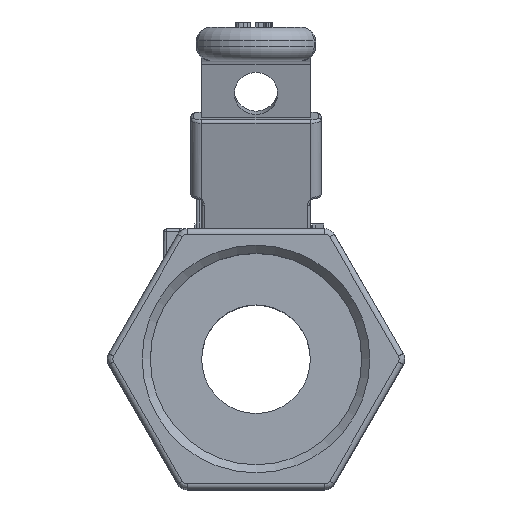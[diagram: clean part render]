
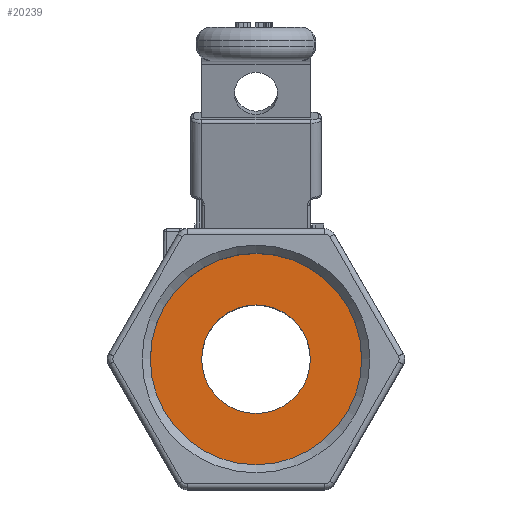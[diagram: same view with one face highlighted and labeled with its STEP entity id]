
A CAD part, top view. The second image highlights one B-rep face of the part: STEP entity #20239.
In plain terms, the highlighted planar face has unit normal (0, 0, 1).
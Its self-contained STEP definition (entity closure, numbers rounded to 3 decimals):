
#187=FACE_BOUND('',#5955,.T.);
#541=PLANE('',#21337);
#4784=FACE_OUTER_BOUND('',#5954,.T.);
#5954=EDGE_LOOP('',(#15808));
#5955=EDGE_LOOP('',(#15809));
#6627=CIRCLE('',#21326,19.476);
#6635=CIRCLE('',#21336,10.);
#8763=VERTEX_POINT('',#34088);
#8777=VERTEX_POINT('',#34118);
#11217=EDGE_CURVE('',#8763,#8763,#6627,.T.);
#11231=EDGE_CURVE('',#8777,#8777,#6635,.T.);
#15808=ORIENTED_EDGE('',*,*,#11217,.T.);
#15809=ORIENTED_EDGE('',*,*,#11231,.T.);
#20239=ADVANCED_FACE('',(#4784,#187),#541,.T.);
#21326=AXIS2_PLACEMENT_3D('',#34089,#24112,#24113);
#21336=AXIS2_PLACEMENT_3D('',#34119,#24138,#24139);
#21337=AXIS2_PLACEMENT_3D('',#34120,#24140,#24141);
#24112=DIRECTION('center_axis',(0.,0.,1.));
#24113=DIRECTION('ref_axis',(1.,0.,0.));
#24138=DIRECTION('center_axis',(0.,0.,-1.));
#24139=DIRECTION('ref_axis',(1.,0.,0.));
#24140=DIRECTION('center_axis',(0.,0.,1.));
#24141=DIRECTION('ref_axis',(1.,0.,0.));
#34088=CARTESIAN_POINT('',(19.476,0.,57.));
#34089=CARTESIAN_POINT('Origin',(0.,0.,57.));
#34118=CARTESIAN_POINT('',(10.,0.,57.));
#34119=CARTESIAN_POINT('Origin',(0.,0.,57.));
#34120=CARTESIAN_POINT('Origin',(0.,0.,57.));
